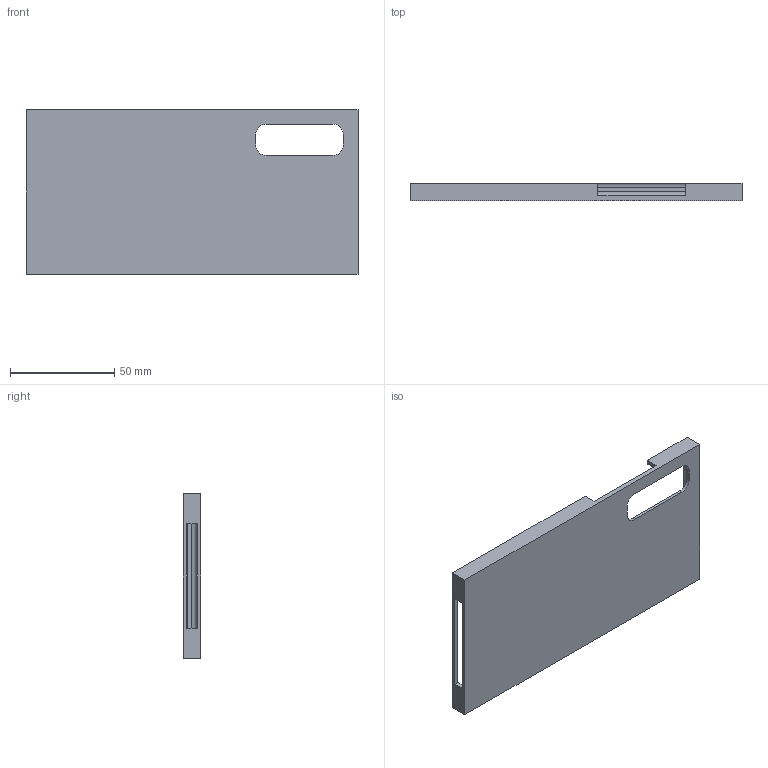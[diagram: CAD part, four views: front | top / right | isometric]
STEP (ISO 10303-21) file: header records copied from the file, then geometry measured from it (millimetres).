
FILE_DESCRIPTION(/* description */ (''),/* implementation_level */ '2;1');
FILE_NAME(/* name */ 'p20 frame.stp',/* time_stamp */ '2021-10-12T21:21:08+01:00',/* author */ (''),/* organization */ (''),/* preprocessor_version */ 'ST-DEVELOPER v18.1',/* originating_system */ 'Autodesk Translation Framework v10.10.0.1391',/* authorisation */ '');
FILE_SCHEMA (('AUTOMOTIVE_DESIGN { 1 0 10303 214 3 1 1 }'));
Length unit declared in the file: millimetre
Products named in the file (1): p20 frame
Bounding box: 159 x 8.42 x 79 mm (x, y, z)
Volume: 24500.7 mm3; surface area: 30286.4 mm2
Topology: 1 solids, 1 shells, 49 faces, 128 edges, 80 vertices
Faces by surface type: plane 24, cylinder 17, bspline 8
Entity records: 1575 total; most frequent: CARTESIAN_POINT 322, DIRECTION 260, ORIENTED_EDGE 256, EDGE_CURVE 128, AXIS2_PLACEMENT_3D 90, LINE 80, VECTOR 80, VERTEX_POINT 80
